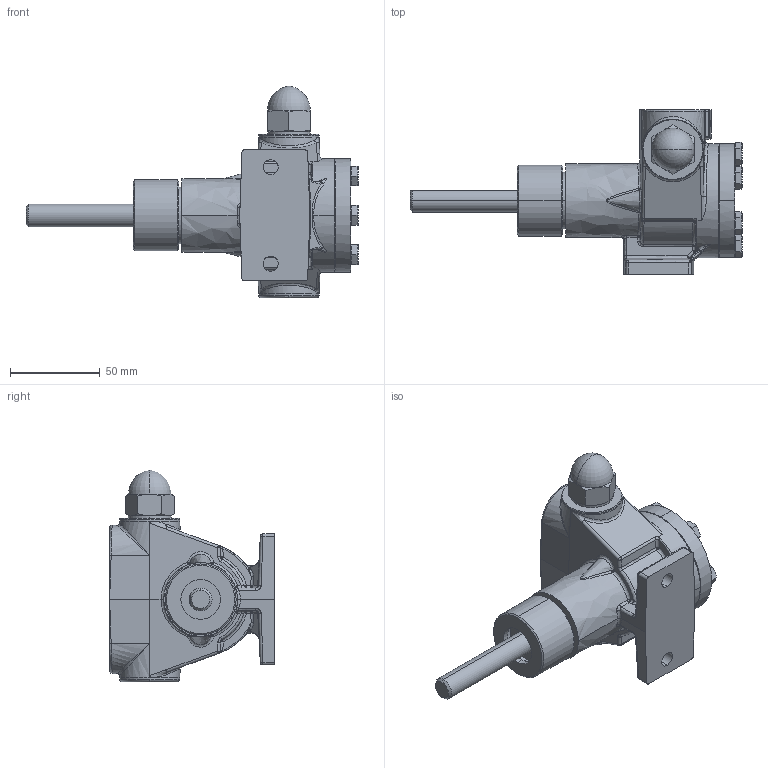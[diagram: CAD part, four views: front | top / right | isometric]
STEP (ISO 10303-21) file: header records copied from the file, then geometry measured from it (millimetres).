
FILE_DESCRIPTION (( 'STEP AP214' ), '1' );
FILE_NAME ('FV-1067.STEP', '2025-09-04T13:31:17', ( '' ), ( '' ), 'SwSTEP 2.0', 'SolidWorks 2024', '' );
FILE_SCHEMA (( 'AUTOMOTIVE_DESIGN' ));
Length unit declared in the file: inch
Products named in the file (1): FV-1067
Bounding box: 185.28 x 91.95 x 118.21 mm (x, y, z)
Volume: 378909.3 mm3; surface area: 48856.7 mm2
Topology: 1 solids, 1 shells, 460 faces, 1061 edges, 603 vertices
Faces by surface type: bspline 214, plane 135, cone 68, cylinder 41, torus 2
Entity records: 33922 total; most frequent: CARTESIAN_POINT 25323, ORIENTED_EDGE 2078, DIRECTION 1192, EDGE_CURVE 1039, VERTEX_POINT 601, B_SPLINE_CURVE_WITH_KNOTS 519, EDGE_LOOP 480, FACE_OUTER_BOUND 458
